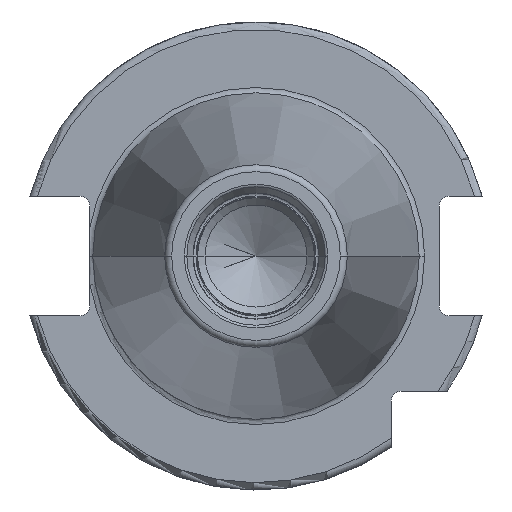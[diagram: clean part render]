
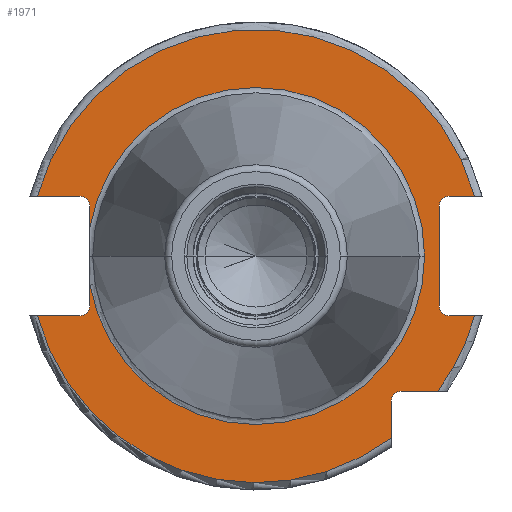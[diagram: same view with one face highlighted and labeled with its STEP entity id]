
A CAD part, left-side view. The second image highlights one B-rep face of the part: STEP entity #1971.
In plain terms, the highlighted planar face has unit normal (-1, 0, 0).
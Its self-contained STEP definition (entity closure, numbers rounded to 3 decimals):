
#105=CARTESIAN_POINT('',(3.2,22.55,-3.842));
#117=CARTESIAN_POINT('',(3.2,0.,0.));
#118=DIRECTION('',(-1.,0.,0.));
#119=DIRECTION('',(0.,0.986,-0.168));
#120=AXIS2_PLACEMENT_3D('',#117,#118,#119);
#281=CARTESIAN_POINT('',(3.2,23.9,-6.75));
#282=DIRECTION('',(1.,0.,0.));
#283=DIRECTION('',(0.,-1.,0.));
#284=AXIS2_PLACEMENT_3D('',#281,#282,#283);
#290=DIRECTION('',(0.,0.,-1.));
#291=VECTOR('',#290,2.908);
#292=CARTESIAN_POINT('',(3.2,22.55,6.75));
#293=LINE('',#292,#291);
#294=DIRECTION('',(0.,-1.,0.));
#295=VECTOR('',#294,5.777);
#296=CARTESIAN_POINT('',(3.2,29.677,8.1));
#297=LINE('',#296,#295);
#298=CARTESIAN_POINT('',(3.2,0.,0.));
#299=DIRECTION('',(1.,0.,0.));
#300=DIRECTION('',(0.,0.965,0.263));
#301=AXIS2_PLACEMENT_3D('',#298,#299,#300);
#303=DIRECTION('',(0.,1.,0.));
#304=VECTOR('',#303,3.477);
#305=CARTESIAN_POINT('',(3.2,-29.677,8.1));
#306=LINE('',#305,#304);
#307=DIRECTION('',(0.,0.,1.));
#308=VECTOR('',#307,13.5);
#309=CARTESIAN_POINT('',(3.2,-24.85,-6.75));
#310=LINE('',#309,#308);
#311=DIRECTION('',(0.,1.,0.));
#312=VECTOR('',#311,3.477);
#313=CARTESIAN_POINT('',(3.2,-29.677,-8.1));
#314=LINE('',#313,#312);
#315=CARTESIAN_POINT('',(3.2,0.,0.));
#316=DIRECTION('',(-1.,0.,0.));
#317=DIRECTION('',(0.,-0.803,-0.597));
#318=AXIS2_PLACEMENT_3D('',#315,#316,#317);
#320=DIRECTION('',(0.,-1.,0.));
#321=VECTOR('',#320,4.99);
#322=CARTESIAN_POINT('',(3.2,-19.7,-18.35));
#323=LINE('',#322,#321);
#324=DIRECTION('',(0.,0.,1.));
#325=VECTOR('',#324,4.99);
#326=CARTESIAN_POINT('',(3.2,-18.35,-24.69));
#327=LINE('',#326,#325);
#328=CARTESIAN_POINT('',(3.2,0.,0.));
#329=DIRECTION('',(-1.,0.,0.));
#330=DIRECTION('',(0.,0.965,-0.263));
#331=AXIS2_PLACEMENT_3D('',#328,#329,#330);
#333=DIRECTION('',(0.,-1.,0.));
#334=VECTOR('',#333,5.777);
#335=CARTESIAN_POINT('',(3.2,29.677,-8.1));
#336=LINE('',#335,#334);
#337=DIRECTION('',(0.,0.,-1.));
#338=VECTOR('',#337,2.908);
#339=CARTESIAN_POINT('',(3.2,22.55,-3.842));
#340=LINE('',#339,#338);
#346=CARTESIAN_POINT('',(3.2,23.9,6.75));
#347=DIRECTION('',(1.,0.,0.));
#348=DIRECTION('',(0.,0.,1.));
#349=AXIS2_PLACEMENT_3D('',#346,#347,#348);
#391=CARTESIAN_POINT('',(3.2,-26.2,6.75));
#392=DIRECTION('',(1.,0.,0.));
#393=DIRECTION('',(0.,1.,0.));
#394=AXIS2_PLACEMENT_3D('',#391,#392,#393);
#409=CARTESIAN_POINT('',(3.2,-26.2,-6.75));
#410=DIRECTION('',(1.,0.,0.));
#411=DIRECTION('',(0.,0.,-1.));
#412=AXIS2_PLACEMENT_3D('',#409,#410,#411);
#534=CARTESIAN_POINT('',(3.2,29.677,-8.1));
#570=CARTESIAN_POINT('',(3.2,-29.677,-8.1));
#876=CARTESIAN_POINT('',(3.2,-19.7,-19.7));
#877=DIRECTION('',(1.,0.,0.));
#878=DIRECTION('',(0.,1.,0.));
#879=AXIS2_PLACEMENT_3D('',#876,#877,#878);
#1024=CARTESIAN_POINT('',(3.2,29.677,8.1));
#1031=CARTESIAN_POINT('',(3.2,-29.677,8.1));
#1042=CARTESIAN_POINT('',(3.2,22.55,3.842));
#1053=CARTESIAN_POINT('',(3.2,0.,0.));
#1054=DIRECTION('',(1.,0.,0.));
#1055=DIRECTION('',(0.,0.986,0.168));
#1056=AXIS2_PLACEMENT_3D('',#1053,#1054,#1055);
#1276=CARTESIAN_POINT('',(3.2,-22.875,0.));
#1278=VERTEX_POINT('',#1276);
#1418=VERTEX_POINT('',#1042);
#1420=VERTEX_POINT('',#105);
#1423=VERTEX_POINT('',#1024);
#1424=VERTEX_POINT('',#1031);
#1427=VERTEX_POINT('',#534);
#1428=VERTEX_POINT('',#570);
#1443=CARTESIAN_POINT('',(3.2,-18.35,-24.69));
#1444=VERTEX_POINT('',#1443);
#1446=CARTESIAN_POINT('',(3.2,23.9,-8.1));
#1448=VERTEX_POINT('',#1446);
#1450=CARTESIAN_POINT('',(3.2,22.55,-6.75));
#1452=VERTEX_POINT('',#1450);
#1454=CARTESIAN_POINT('',(3.2,22.55,6.75));
#1456=VERTEX_POINT('',#1454);
#1458=CARTESIAN_POINT('',(3.2,23.9,8.1));
#1460=VERTEX_POINT('',#1458);
#1462=CARTESIAN_POINT('',(3.2,-24.85,-6.75));
#1464=VERTEX_POINT('',#1462);
#1466=CARTESIAN_POINT('',(3.2,-26.2,-8.1));
#1468=VERTEX_POINT('',#1466);
#1470=CARTESIAN_POINT('',(3.2,-26.2,8.1));
#1472=VERTEX_POINT('',#1470);
#1474=CARTESIAN_POINT('',(3.2,-24.85,6.75));
#1476=VERTEX_POINT('',#1474);
#1483=CARTESIAN_POINT('',(3.2,-19.7,-18.35));
#1484=CARTESIAN_POINT('',(3.2,-24.69,-18.35));
#1485=VERTEX_POINT('',#1483);
#1486=VERTEX_POINT('',#1484);
#1487=CARTESIAN_POINT('',(3.2,-18.35,-19.7));
#1488=VERTEX_POINT('',#1487);
#1931=CARTESIAN_POINT('',(3.2,0.,0.));
#1932=DIRECTION('',(1.,0.,0.));
#1933=DIRECTION('',(0.,-1.,0.));
#1934=AXIS2_PLACEMENT_3D('',#1931,#1932,#1933);
#1935=PLANE('',#1934);
#1936=ORIENTED_EDGE('',*,*,#1687,.F.);
#1938=ORIENTED_EDGE('',*,*,#1937,.F.);
#1940=ORIENTED_EDGE('',*,*,#1939,.F.);
#1942=ORIENTED_EDGE('',*,*,#1941,.T.);
#1944=ORIENTED_EDGE('',*,*,#1943,.T.);
#1946=ORIENTED_EDGE('',*,*,#1945,.F.);
#1948=ORIENTED_EDGE('',*,*,#1947,.F.);
#1950=ORIENTED_EDGE('',*,*,#1949,.F.);
#1952=ORIENTED_EDGE('',*,*,#1951,.F.);
#1954=ORIENTED_EDGE('',*,*,#1953,.F.);
#1956=ORIENTED_EDGE('',*,*,#1955,.F.);
#1958=ORIENTED_EDGE('',*,*,#1957,.F.);
#1960=ORIENTED_EDGE('',*,*,#1959,.F.);
#1962=ORIENTED_EDGE('',*,*,#1961,.F.);
#1963=ORIENTED_EDGE('',*,*,#1903,.T.);
#1964=ORIENTED_EDGE('',*,*,#1892,.F.);
#1965=ORIENTED_EDGE('',*,*,#1692,.F.);
#1966=ORIENTED_EDGE('',*,*,#1667,.T.);
#1968=ORIENTED_EDGE('',*,*,#1967,.F.);
#1969=EDGE_LOOP('',(#1936,#1938,#1940,#1942,#1944,#1946,#1948,#1950,#1952,#1954,
#1956,#1958,#1960,#1962,#1963,#1964,#1965,#1966,#1968));
#1970=FACE_OUTER_BOUND('',#1969,.F.);
#1971=ADVANCED_FACE('',(#1970),#1935,.F.);
#121=CIRCLE('',#120,22.875);
#285=CIRCLE('',#284,1.35);
#302=CIRCLE('',#301,30.763);
#319=CIRCLE('',#318,30.763);
#332=CIRCLE('',#331,30.763);
#350=CIRCLE('',#349,1.35);
#395=CIRCLE('',#394,1.35);
#413=CIRCLE('',#412,1.35);
#880=CIRCLE('',#879,1.35);
#1057=CIRCLE('',#1056,22.875);
#1667=EDGE_CURVE('',#1420,#1278,#121,.T.);
#1687=EDGE_CURVE('',#1456,#1418,#293,.T.);
#1692=EDGE_CURVE('',#1420,#1452,#340,.T.);
#1892=EDGE_CURVE('',#1452,#1448,#285,.T.);
#1903=EDGE_CURVE('',#1427,#1448,#336,.T.);
#1937=EDGE_CURVE('',#1460,#1456,#350,.T.);
#1939=EDGE_CURVE('',#1423,#1460,#297,.T.);
#1941=EDGE_CURVE('',#1423,#1424,#302,.T.);
#1943=EDGE_CURVE('',#1424,#1472,#306,.T.);
#1945=EDGE_CURVE('',#1476,#1472,#395,.T.);
#1947=EDGE_CURVE('',#1464,#1476,#310,.T.);
#1949=EDGE_CURVE('',#1468,#1464,#413,.T.);
#1951=EDGE_CURVE('',#1428,#1468,#314,.T.);
#1953=EDGE_CURVE('',#1486,#1428,#319,.T.);
#1955=EDGE_CURVE('',#1485,#1486,#323,.T.);
#1957=EDGE_CURVE('',#1488,#1485,#880,.T.);
#1959=EDGE_CURVE('',#1444,#1488,#327,.T.);
#1961=EDGE_CURVE('',#1427,#1444,#332,.T.);
#1967=EDGE_CURVE('',#1418,#1278,#1057,.T.);
